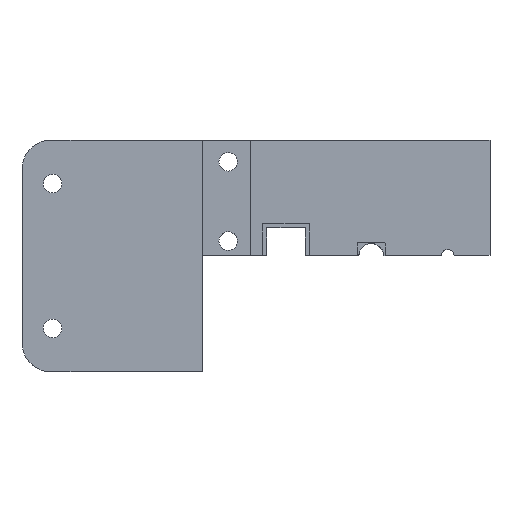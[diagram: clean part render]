
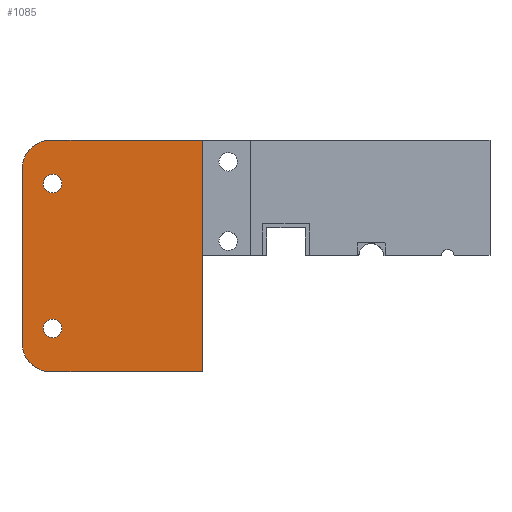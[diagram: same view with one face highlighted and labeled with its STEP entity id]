
A CAD part, top view. The second image highlights one B-rep face of the part: STEP entity #1085.
In plain terms, the highlighted planar face has unit normal (0, 0, 1).
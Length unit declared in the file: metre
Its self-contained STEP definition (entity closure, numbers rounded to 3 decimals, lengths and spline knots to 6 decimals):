
#51=CIRCLE('',#1158,0.0032);
#52=CIRCLE('',#1161,0.0032);
#53=CIRCLE('',#1163,0.01);
#54=CIRCLE('',#1165,0.01);
#310=ORIENTED_EDGE('',*,*,#511,.F.);
#311=ORIENTED_EDGE('',*,*,#459,.F.);
#312=ORIENTED_EDGE('',*,*,#486,.T.);
#313=ORIENTED_EDGE('',*,*,#480,.T.);
#314=ORIENTED_EDGE('',*,*,#485,.T.);
#315=ORIENTED_EDGE('',*,*,#505,.T.);
#316=ORIENTED_EDGE('',*,*,#483,.T.);
#317=ORIENTED_EDGE('',*,*,#482,.T.);
#459=EDGE_CURVE('',#593,#592,#694,.T.);
#480=EDGE_CURVE('',#604,#603,#711,.T.);
#482=EDGE_CURVE('',#605,#605,#51,.T.);
#483=EDGE_CURVE('',#606,#606,#52,.T.);
#485=EDGE_CURVE('',#603,#607,#53,.T.);
#486=EDGE_CURVE('',#593,#604,#54,.T.);
#505=EDGE_CURVE('',#607,#614,#729,.T.);
#511=EDGE_CURVE('',#592,#614,#735,.T.);
#592=VERTEX_POINT('',#1679);
#593=VERTEX_POINT('',#1681);
#603=VERTEX_POINT('',#1723);
#604=VERTEX_POINT('',#1725);
#605=VERTEX_POINT('',#1730);
#606=VERTEX_POINT('',#1734);
#607=VERTEX_POINT('',#1737);
#614=VERTEX_POINT('',#1777);
#694=LINE('',#1682,#816);
#711=LINE('',#1724,#833);
#729=LINE('',#1778,#851);
#735=LINE('',#1789,#857);
#816=VECTOR('',#1343,1.);
#833=VECTOR('',#1390,1.);
#851=VECTOR('',#1458,1.);
#857=VECTOR('',#1472,1.);
#919=EDGE_LOOP('',(#310,#311,#312,#313,#314,#315));
#920=EDGE_LOOP('',(#316));
#921=EDGE_LOOP('',(#317));
#987=FACE_BOUND('',#919,.T.);
#988=FACE_BOUND('',#920,.T.);
#989=FACE_BOUND('',#921,.T.);
#1029=PLANE('',#1184);
#1085=ADVANCED_FACE('',(#987,#988,#989),#1029,.T.);
#1158=AXIS2_PLACEMENT_3D('',#1729,#1396,#1397);
#1161=AXIS2_PLACEMENT_3D('',#1733,#1402,#1403);
#1163=AXIS2_PLACEMENT_3D('',#1738,#1407,#1408);
#1165=AXIS2_PLACEMENT_3D('',#1740,#1411,#1412);
#1184=AXIS2_PLACEMENT_3D('',#1788,#1470,#1471);
#1343=DIRECTION('',(1.,0.,0.));
#1390=DIRECTION('',(0.,-1.,0.));
#1396=DIRECTION('',(0.,0.,-1.));
#1397=DIRECTION('',(-1.,0.,0.));
#1402=DIRECTION('',(0.,0.,-1.));
#1403=DIRECTION('',(-1.,0.,0.));
#1407=DIRECTION('',(0.,0.,1.));
#1408=DIRECTION('',(1.,0.,0.));
#1411=DIRECTION('',(0.,0.,1.));
#1412=DIRECTION('',(1.,0.,0.));
#1458=DIRECTION('',(1.,0.,0.));
#1470=DIRECTION('',(0.,0.,1.));
#1471=DIRECTION('',(1.,0.,0.));
#1472=DIRECTION('',(0.,-1.,0.));
#1679=CARTESIAN_POINT('',(-0.047689,0.04,0.));
#1681=CARTESIAN_POINT('',(-0.1,0.04,0.));
#1682=CARTESIAN_POINT('',(0.03,0.04,0.));
#1723=CARTESIAN_POINT('',(-0.11,-0.03,0.));
#1724=CARTESIAN_POINT('',(-0.11,0.,0.));
#1725=CARTESIAN_POINT('',(-0.11,0.03,0.));
#1729=CARTESIAN_POINT('',(-0.0994,-0.025,0.));
#1730=CARTESIAN_POINT('',(-0.1026,-0.025,0.));
#1733=CARTESIAN_POINT('',(-0.0994,0.025,0.));
#1734=CARTESIAN_POINT('',(-0.1026,0.025,0.));
#1737=CARTESIAN_POINT('',(-0.1,-0.04,0.));
#1738=CARTESIAN_POINT('',(-0.1,-0.03,0.));
#1740=CARTESIAN_POINT('',(-0.1,0.03,0.));
#1777=CARTESIAN_POINT('',(-0.047689,-0.04,0.));
#1778=CARTESIAN_POINT('',(0.03,-0.04,0.));
#1788=CARTESIAN_POINT('',(0.03,0.,0.));
#1789=CARTESIAN_POINT('',(-0.047689,0.,0.));
